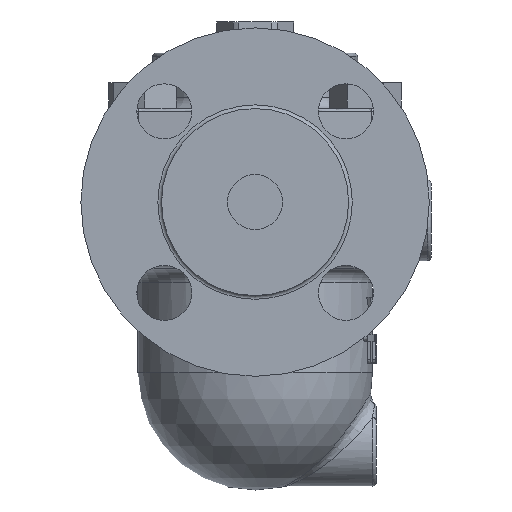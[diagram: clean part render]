
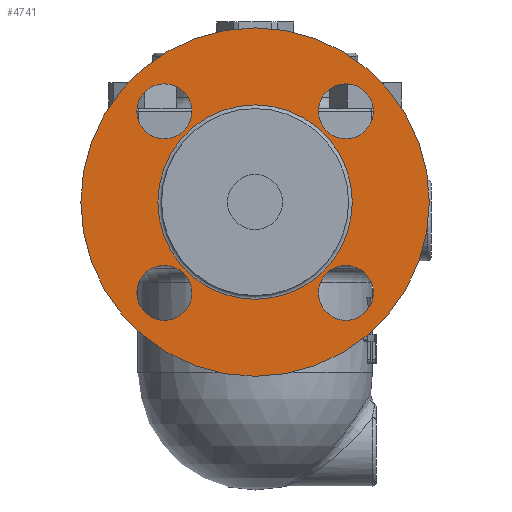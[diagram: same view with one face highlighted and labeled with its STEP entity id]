
A CAD part, left-side view. The second image highlights one B-rep face of the part: STEP entity #4741.
In plain terms, the highlighted planar face has unit normal (-1, 0, 0).
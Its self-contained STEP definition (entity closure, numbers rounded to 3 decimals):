
#905=PLANE('',#5056);
#1012=FACE_BOUND('',#1384,.T.);
#1013=FACE_BOUND('',#1385,.T.);
#1014=FACE_BOUND('',#1386,.T.);
#1015=FACE_BOUND('',#1387,.T.);
#1016=FACE_BOUND('',#1388,.T.);
#1071=FACE_OUTER_BOUND('',#1383,.T.);
#1383=EDGE_LOOP('',(#3228));
#1384=EDGE_LOOP('',(#3229));
#1385=EDGE_LOOP('',(#3230));
#1386=EDGE_LOOP('',(#3231));
#1387=EDGE_LOOP('',(#3232));
#1388=EDGE_LOOP('',(#3233));
#1752=CIRCLE('',#5055,26.5);
#1753=CIRCLE('',#5057,47.5);
#1754=CIRCLE('',#5058,7.5);
#1755=CIRCLE('',#5059,7.5);
#1756=CIRCLE('',#5060,7.5);
#1757=CIRCLE('',#5061,7.5);
#2011=VERTEX_POINT('',#6740);
#2012=VERTEX_POINT('',#6743);
#2013=VERTEX_POINT('',#6745);
#2014=VERTEX_POINT('',#6747);
#2015=VERTEX_POINT('',#6749);
#2016=VERTEX_POINT('',#6751);
#2486=EDGE_CURVE('',#2011,#2011,#1752,.T.);
#2487=EDGE_CURVE('',#2012,#2012,#1753,.T.);
#2488=EDGE_CURVE('',#2013,#2013,#1754,.T.);
#2489=EDGE_CURVE('',#2014,#2014,#1755,.T.);
#2490=EDGE_CURVE('',#2015,#2015,#1756,.T.);
#2491=EDGE_CURVE('',#2016,#2016,#1757,.T.);
#3228=ORIENTED_EDGE('',*,*,#2487,.F.);
#3229=ORIENTED_EDGE('',*,*,#2488,.F.);
#3230=ORIENTED_EDGE('',*,*,#2489,.F.);
#3231=ORIENTED_EDGE('',*,*,#2490,.F.);
#3232=ORIENTED_EDGE('',*,*,#2491,.F.);
#3233=ORIENTED_EDGE('',*,*,#2486,.F.);
#4741=ADVANCED_FACE('',(#1071,#1012,#1013,#1014,#1015,#1016),#905,.F.);
#5055=AXIS2_PLACEMENT_3D('',#6741,#5541,#5542);
#5056=AXIS2_PLACEMENT_3D('',#6742,#5543,#5544);
#5057=AXIS2_PLACEMENT_3D('',#6744,#5545,#5546);
#5058=AXIS2_PLACEMENT_3D('',#6746,#5547,#5548);
#5059=AXIS2_PLACEMENT_3D('',#6748,#5549,#5550);
#5060=AXIS2_PLACEMENT_3D('',#6750,#5551,#5552);
#5061=AXIS2_PLACEMENT_3D('',#6752,#5553,#5554);
#5541=DIRECTION('center_axis',(-1.,0.,0.));
#5542=DIRECTION('ref_axis',(0.,0.,1.));
#5543=DIRECTION('center_axis',(1.,0.,0.));
#5544=DIRECTION('ref_axis',(0.,0.,-1.));
#5545=DIRECTION('center_axis',(1.,0.,0.));
#5546=DIRECTION('ref_axis',(0.,0.,1.));
#5547=DIRECTION('center_axis',(-1.,0.,0.));
#5548=DIRECTION('ref_axis',(0.,-1.,0.));
#5549=DIRECTION('center_axis',(-1.,0.,0.));
#5550=DIRECTION('ref_axis',(0.,0.,
1.));
#5551=DIRECTION('center_axis',(-1.,0.,0.));
#5552=DIRECTION('ref_axis',(0.,1.,0.));
#5553=DIRECTION('center_axis',(-1.,0.,0.));
#5554=DIRECTION('ref_axis',(0.,0.,-1.));
#6740=CARTESIAN_POINT('',(-84.,0.,-26.5));
#6741=CARTESIAN_POINT('Origin',(-84.,0.,0.));
#6742=CARTESIAN_POINT('Origin',(-84.,0.,0.));
#6743=CARTESIAN_POINT('',(-84.,0.,-47.5));
#6744=CARTESIAN_POINT('Origin',(-84.,0.,0.));
#6745=CARTESIAN_POINT('',(-84.,24.749,-32.249));
#6746=CARTESIAN_POINT('Origin',(-84.,24.749,-24.749));
#6747=CARTESIAN_POINT('',(-84.,-24.749,-32.249));
#6748=CARTESIAN_POINT('Origin',(-84.,-24.749,-24.749));
#6749=CARTESIAN_POINT('',(-84.,-24.749,17.249));
#6750=CARTESIAN_POINT('Origin',(-84.,-24.749,24.749));
#6751=CARTESIAN_POINT('',(-84.,24.749,17.249));
#6752=CARTESIAN_POINT('Origin',(-84.,24.749,24.749));
